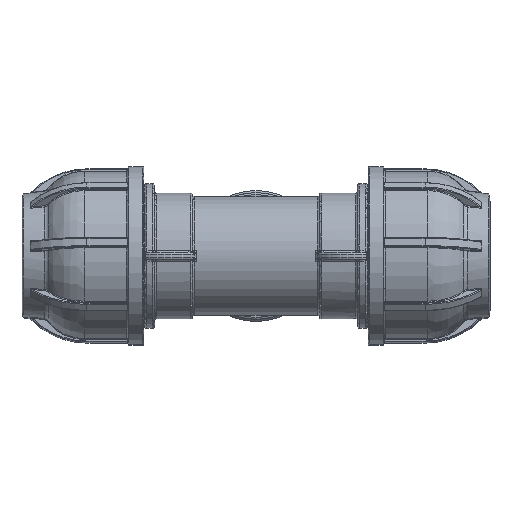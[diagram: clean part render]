
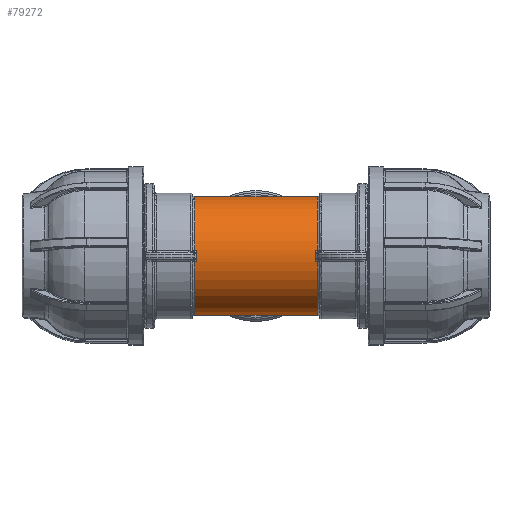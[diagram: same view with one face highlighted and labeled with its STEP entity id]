
A CAD part, front view. The second image highlights one B-rep face of the part: STEP entity #79272.
In plain terms, the highlighted cylindrical face has radius 28.75 mm (diameter 57.5 mm), a partial arc.
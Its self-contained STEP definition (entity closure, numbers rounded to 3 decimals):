
#2169 = EDGE_CURVE ( 'NONE', #9300, #9301, #27641, .T. ) ;
#2173 = EDGE_CURVE ( 'NONE', #9318, #9317, #27650, .T. ) ;
#2174 = EDGE_CURVE ( 'NONE', #9301, #9318, #30076, .T. ) ;
#2175 = EDGE_CURVE ( 'NONE', #9317, #9316, #30077, .T. ) ;
#2176 = EDGE_CURVE ( 'NONE', #9316, #9312, #38203, .T. ) ;
#2177 = EDGE_CURVE ( 'NONE', #9312, #9311, #30078, .T. ) ;
#2178 = EDGE_CURVE ( 'NONE', #9311, #9310, #27525, .T. ) ;
#2179 = EDGE_CURVE ( 'NONE', #9315, #9310, #30079, .T. ) ;
#2180 = EDGE_CURVE ( 'NONE', #9315, #9314, #27538, .T. ) ;
#2181 = EDGE_CURVE ( 'NONE', #9314, #9313, #30080, .T. ) ;
#2182 = EDGE_CURVE ( 'NONE', #9313, #9309, #38208, .T. ) ;
#2183 = EDGE_CURVE ( 'NONE', #9309, #9300, #30081, .T. ) ;
#9300 = VERTEX_POINT ( 'NONE', #56008 ) ;
#9301 = VERTEX_POINT ( 'NONE', #56009 ) ;
#9309 = VERTEX_POINT ( 'NONE', #56017 ) ;
#9310 = VERTEX_POINT ( 'NONE', #56018 ) ;
#9311 = VERTEX_POINT ( 'NONE', #56019 ) ;
#9312 = VERTEX_POINT ( 'NONE', #56020 ) ;
#9313 = VERTEX_POINT ( 'NONE', #56021 ) ;
#9314 = VERTEX_POINT ( 'NONE', #56022 ) ;
#9315 = VERTEX_POINT ( 'NONE', #56023 ) ;
#9316 = VERTEX_POINT ( 'NONE', #56024 ) ;
#9317 = VERTEX_POINT ( 'NONE', #56025 ) ;
#9318 = VERTEX_POINT ( 'NONE', #56026 ) ;
#11546 = EDGE_LOOP ( 'NONE', ( #69489, #69491, #69490, #69492, #69493, #69494, #69495, #69496, #69497, #69498, #69499, #69500 ) ) ;
#27515 = AXIS2_PLACEMENT_3D ( 'NONE', #30888, #30889, #30890 ) ;
#27517 = VECTOR ( 'NONE', #30887, 1000. ) ;
#27519 = VECTOR ( 'NONE', #80942, 1000. ) ;
#27523 = VECTOR ( 'NONE', #30881, 1000. ) ;
#27525 = CIRCLE ( 'NONE', #27515, 28.75 ) ;
#27528 = AXIS2_PLACEMENT_3D ( 'NONE', #80938, #80939, #80940 ) ;
#27538 = CIRCLE ( 'NONE', #27547, 28.75 ) ;
#27543 = VECTOR ( 'NONE', #30892, 1000. ) ;
#27545 = VECTOR ( 'NONE', #30897, 1000. ) ;
#27547 = AXIS2_PLACEMENT_3D ( 'NONE', #30893, #30894, #30895 ) ;
#27609 = VECTOR ( 'NONE', #30903, 1000. ) ;
#27641 = CIRCLE ( 'NONE', #27646, 28.75 ) ;
#27646 = AXIS2_PLACEMENT_3D ( 'NONE', #80926, #80927, #80928 ) ;
#27650 = CIRCLE ( 'NONE', #27528, 28.75 ) ;
#30076 = LINE ( 'NONE', #80941, #27519 ) ;
#30077 = LINE ( 'NONE', #30880, #27523 ) ;
#30078 = LINE ( 'NONE', #30886, #27517 ) ;
#30079 = LINE ( 'NONE', #30891, #27543 ) ;
#30080 = LINE ( 'NONE', #30896, #27545 ) ;
#30081 = LINE ( 'NONE', #30902, #27609 ) ;
#30880 = CARTESIAN_POINT ( 'NONE',  ( 0., -28.618, -2.754 ) ) ;
#30881 = DIRECTION ( 'NONE',  ( -1., 0., 0. ) ) ;
#30882 = CARTESIAN_POINT ( 'NONE',  ( 28.693, -28.618, -2.754 ) ) ;
#30883 = CARTESIAN_POINT ( 'NONE',  ( 28.807, -28.794, -0.924 ) ) ;
#30884 = CARTESIAN_POINT ( 'NONE',  ( 28.807, -28.794, 0.924 ) ) ;
#30885 = CARTESIAN_POINT ( 'NONE',  ( 28.693, -28.618, 2.754 ) ) ;
#30886 = CARTESIAN_POINT ( 'NONE',  ( 0., -28.618, 2.754 ) ) ;
#30887 = DIRECTION ( 'NONE',  ( 1., 0., 0. ) ) ;
#30888 = CARTESIAN_POINT ( 'NONE',  ( 29.75, 0., 0. ) ) ;
#30889 = DIRECTION ( 'NONE',  ( -1., 0., 0. ) ) ;
#30890 = DIRECTION ( 'NONE',  ( 0., 0., 1. ) ) ;
#30891 = CARTESIAN_POINT ( 'NONE',  ( 0., 0., 28.75 ) ) ;
#30892 = DIRECTION ( 'NONE',  ( 1., 0., 0. ) ) ;
#30893 = CARTESIAN_POINT ( 'NONE',  ( -29.75, 0., 0. ) ) ;
#30894 = DIRECTION ( 'NONE',  ( 1., 0., 0. ) ) ;
#30895 = DIRECTION ( 'NONE',  ( 0., 0., -1. ) ) ;
#30896 = CARTESIAN_POINT ( 'NONE',  ( 0., -28.618, 2.754 ) ) ;
#30897 = DIRECTION ( 'NONE',  ( 1., 0., 0. ) ) ;
#30898 = CARTESIAN_POINT ( 'NONE',  ( -28.693, -28.618, 2.754 ) ) ;
#30899 = CARTESIAN_POINT ( 'NONE',  ( -28.807, -28.794, 0.924 ) ) ;
#30900 = CARTESIAN_POINT ( 'NONE',  ( -28.807, -28.794, -0.924 ) ) ;
#30901 = CARTESIAN_POINT ( 'NONE',  ( -28.693, -28.618, -2.754 ) ) ;
#30902 = CARTESIAN_POINT ( 'NONE',  ( 0., -28.618, -2.754 ) ) ;
#30903 = DIRECTION ( 'NONE',  ( -1., 0., 0. ) ) ;
#38203 = B_SPLINE_CURVE_WITH_KNOTS ( 'NONE', 3,
 ( #30882, #30883, #30884, #30885 ),
 .UNSPECIFIED., .F., .F.,
 ( 4, 4 ),
 ( 0., 0.006 ),
 .UNSPECIFIED. ) ;
#38208 = B_SPLINE_CURVE_WITH_KNOTS ( 'NONE', 3,
 ( #30898, #30899, #30900, #30901 ),
 .UNSPECIFIED., .F., .F.,
 ( 4, 4 ),
 ( 0., 0.006 ),
 .UNSPECIFIED. ) ;
#41342 = AXIS2_PLACEMENT_3D ( 'NONE', #64822, #64823, #64824 ) ;
#46580 = FACE_OUTER_BOUND ( 'NONE', #11546, .T. ) ;
#46581 = CYLINDRICAL_SURFACE ( 'NONE', #41342, 28.75 ) ;
#56008 = CARTESIAN_POINT ( 'NONE',  ( -29.75, -28.618, -2.754 ) ) ;
#56009 = CARTESIAN_POINT ( 'NONE',  ( -29.75, 0., -28.75 ) ) ;
#56017 = CARTESIAN_POINT ( 'NONE',  ( -28.693, -28.618, -2.754 ) ) ;
#56018 = CARTESIAN_POINT ( 'NONE',  ( 29.75, 0., 28.75 ) ) ;
#56019 = CARTESIAN_POINT ( 'NONE',  ( 29.75, -28.618, 2.754 ) ) ;
#56020 = CARTESIAN_POINT ( 'NONE',  ( 28.693, -28.618, 2.754 ) ) ;
#56021 = CARTESIAN_POINT ( 'NONE',  ( -28.693, -28.618, 2.754 ) ) ;
#56022 = CARTESIAN_POINT ( 'NONE',  ( -29.75, -28.618, 2.754 ) ) ;
#56023 = CARTESIAN_POINT ( 'NONE',  ( -29.75, 0., 28.75 ) ) ;
#56024 = CARTESIAN_POINT ( 'NONE',  ( 28.693, -28.618, -2.754 ) ) ;
#56025 = CARTESIAN_POINT ( 'NONE',  ( 29.75, -28.618, -2.754 ) ) ;
#56026 = CARTESIAN_POINT ( 'NONE',  ( 29.75, 0., -28.75 ) ) ;
#64822 = CARTESIAN_POINT ( 'NONE',  ( 0., 0., 0. ) ) ;
#64823 = DIRECTION ( 'NONE',  ( 1., 0., 0. ) ) ;
#64824 = DIRECTION ( 'NONE',  ( 0., 0., 1. ) ) ;
#69489 = ORIENTED_EDGE ( 'NONE', *, *, #2169, .T. ) ;
#69490 = ORIENTED_EDGE ( 'NONE', *, *, #2173, .T. ) ;
#69491 = ORIENTED_EDGE ( 'NONE', *, *, #2174, .T. ) ;
#69492 = ORIENTED_EDGE ( 'NONE', *, *, #2175, .T. ) ;
#69493 = ORIENTED_EDGE ( 'NONE', *, *, #2176, .T. ) ;
#69494 = ORIENTED_EDGE ( 'NONE', *, *, #2177, .T. ) ;
#69495 = ORIENTED_EDGE ( 'NONE', *, *, #2178, .T. ) ;
#69496 = ORIENTED_EDGE ( 'NONE', *, *, #2179, .F. ) ;
#69497 = ORIENTED_EDGE ( 'NONE', *, *, #2180, .T. ) ;
#69498 = ORIENTED_EDGE ( 'NONE', *, *, #2181, .T. ) ;
#69499 = ORIENTED_EDGE ( 'NONE', *, *, #2182, .T. ) ;
#69500 = ORIENTED_EDGE ( 'NONE', *, *, #2183, .T. ) ;
#79272 = ADVANCED_FACE ( 'NONE', ( #46580 ), #46581, .T. ) ;
#80926 = CARTESIAN_POINT ( 'NONE',  ( -29.75, 0., 0. ) ) ;
#80927 = DIRECTION ( 'NONE',  ( 1., 0., 0. ) ) ;
#80928 = DIRECTION ( 'NONE',  ( 0., 0., -1. ) ) ;
#80938 = CARTESIAN_POINT ( 'NONE',  ( 29.75, 0., 0. ) ) ;
#80939 = DIRECTION ( 'NONE',  ( -1., 0., 0. ) ) ;
#80940 = DIRECTION ( 'NONE',  ( 0., 0., 1. ) ) ;
#80941 = CARTESIAN_POINT ( 'NONE',  ( 0., 0., -28.75 ) ) ;
#80942 = DIRECTION ( 'NONE',  ( 1., 0., 0. ) ) ;
